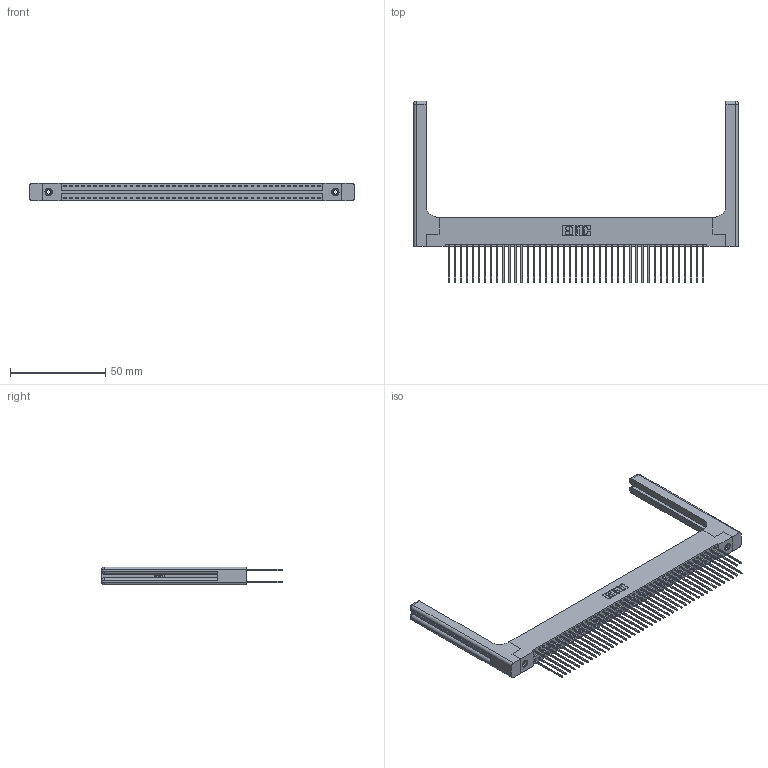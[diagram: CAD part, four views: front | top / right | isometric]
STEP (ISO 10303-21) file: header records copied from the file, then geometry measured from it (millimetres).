
FILE_DESCRIPTION (( 'STEP AP203' ), '1' );
FILE_NAME ('346-086-541-258.STEP', '2022-05-25T22:44:43', ( '' ), ( '' ), 'SwSTEP 2.0', 'SolidWorks 2020', '' );
FILE_SCHEMA (( 'CONFIG_CONTROL_DESIGN' ));
Length unit declared in the file: inch
Products named in the file (5): 346-086-541-258; 346 Part_Flush Mounting Lugs - 0.156 Dia-TH; 345-250-001_345-250-001-102; 345-292-001_345-293-141; 346-220-058_345-220-058
Assembly tree (91 placements, depth 2):
  346-086-541-258
    346 Part_Flush Mounting Lugs - 0.156 Dia-TH
    345-292-001_345-293-141  x86
    345-250-001_345-250-001-102  x2
    346-220-058_345-220-058  x2
Bounding box: 170.59 x 95.25 x 9.4 mm (x, y, z)
Volume: 24611.6 mm3; surface area: 30918.2 mm2
Topology: 91 solids, 91 shells, 4864 faces, 14361 edges, 9438 vertices
Faces by surface type: plane 3248, cylinder 1556, bspline 36, cone 12, sphere 8, torus 4
Entity records: 33544 total; most frequent: CARTESIAN_POINT 6539, ORIENTED_EDGE 5268, DIRECTION 4746, EDGE_CURVE 2634, LINE 2238, VECTOR 2238, VERTEX_POINT 1746, AXIS2_PLACEMENT_3D 1254
